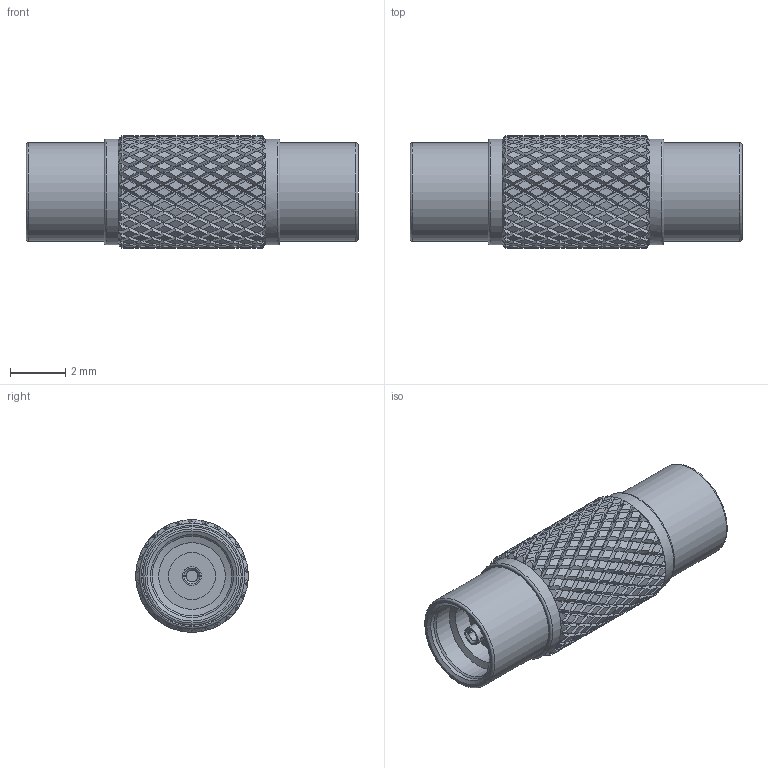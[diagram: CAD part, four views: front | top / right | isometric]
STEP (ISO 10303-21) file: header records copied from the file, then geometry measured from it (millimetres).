
FILE_DESCRIPTION (( 'STEP AP203' ), '1' );
FILE_NAME ('PE9523_3D.step', '2021-11-01T22:16:08', ( '' ), ( '' ), 'SwSTEP 2.0', 'SolidWorks 2021', '' );
FILE_SCHEMA (( 'CONFIG_CONTROL_DESIGN' ));
Length unit declared in the file: metre
Products named in the file (1): PE9523_3D
Bounding box: 12 x 4.06 x 4.06 mm (x, y, z)
Volume: 113.9 mm3; surface area: 238.8 mm2
Topology: 1 solids, 1 shells, 1774 faces, 3720 edges, 1956 vertices
Faces by surface type: bspline 1352, cylinder 380, plane 26, cone 12, torus 4
Full cylindrical faces by diameter (mm): 0.419 x2, 0.673 x2, 1.689 x2, 2.41 x2, 2.88 x2, 3 x2, 3.556 x2, 3.81 x2
Entity records: 77515 total; most frequent: CARTESIAN_POINT 55241, ORIENTED_EDGE 7364, EDGE_CURVE 3682, VERTEX_POINT 1946, EDGE_LOOP 1810, FACE_OUTER_BOUND 1794, ADVANCED_FACE 1774, B_SPLINE_CURVE_WITH_KNOTS 1490
